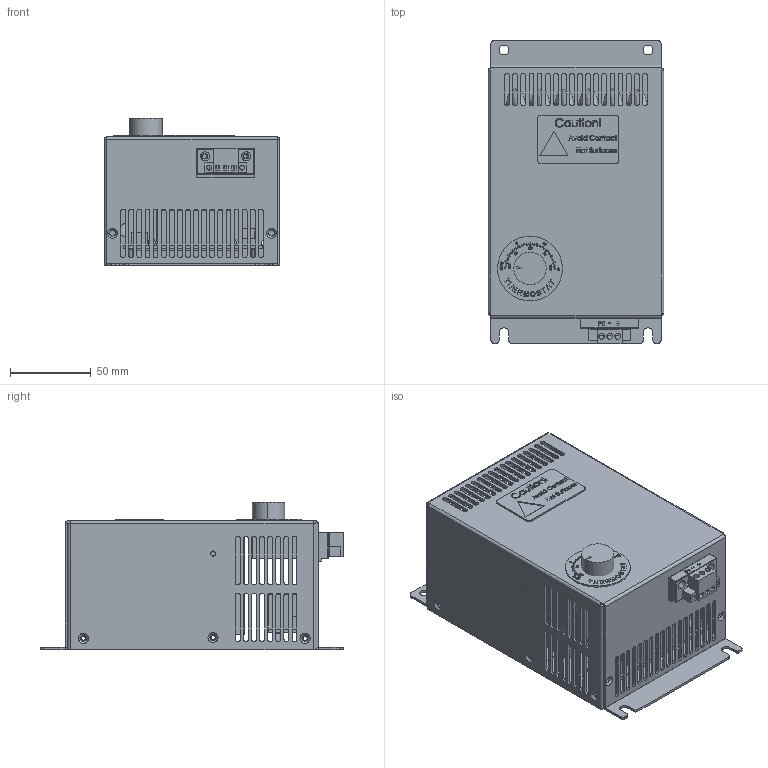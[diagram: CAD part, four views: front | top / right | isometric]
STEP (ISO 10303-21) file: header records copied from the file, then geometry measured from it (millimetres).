
FILE_DESCRIPTION (( 'STEP AP214' ), '1' );
FILE_NAME ('HEH080BB-AB_20205020.STEP', '2020-05-20T10:50:51', ( '' ), ( '' ), 'SwSTEP 2.0', 'SolidWorks 2016', '' );
FILE_SCHEMA (( 'AUTOMOTIVE_DESIGN' ));
Length unit declared in the file: centimetre
Products named in the file (1): HEH080BB-AB_20205020
Bounding box: 108.2 x 187.45 x 91 mm (x, y, z)
Surface area: 244673.1 mm2 (no closed solid volume)
Topology: 0 solids, 56 shells, 1295 faces, 4867 edges, 3540 vertices
Faces by surface type: plane 659, cylinder 453, bspline 163, cone 20
Entity records: 81804 total; most frequent: CARTESIAN_POINT 27455, ORIENTED_EDGE 7804, DIRECTION 7593, EDGE_CURVE 4867, VERTEX_POINT 3540, VECTOR 3193, LINE 3193, AXIS2_PLACEMENT_3D 2200
